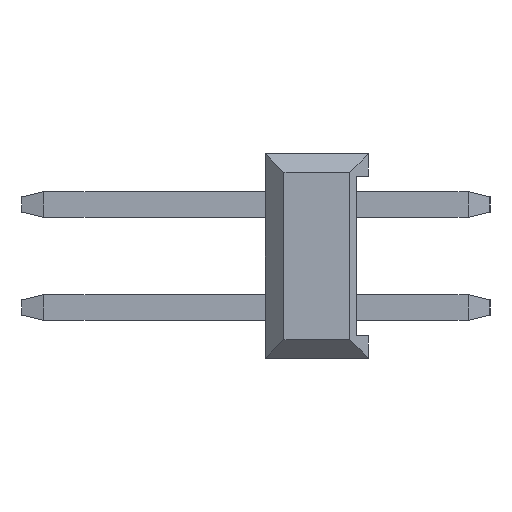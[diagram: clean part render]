
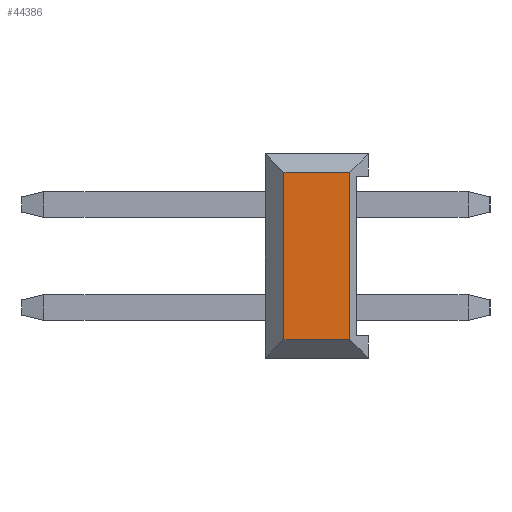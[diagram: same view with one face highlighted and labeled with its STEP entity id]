
A CAD part, left-side view. The second image highlights one B-rep face of the part: STEP entity #44386.
In plain terms, the highlighted planar face has unit normal (-1, 0, 0).
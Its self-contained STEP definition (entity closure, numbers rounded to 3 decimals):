
#35 = VECTOR ( 'NONE', #27299, 1000. ) ;
#37 = VECTOR ( 'NONE', #27305, 1000. ) ;
#39 = VECTOR ( 'NONE', #27308, 1000. ) ;
#40 = VECTOR ( 'NONE', #27311, 1000. ) ;
#1307 = FACE_OUTER_BOUND ( 'NONE', #46967, .T. ) ;
#1315 = AXIS2_PLACEMENT_3D ( 'NONE', #48382, #48383, #48384 ) ;
#1964 = VERTEX_POINT ( 'NONE', #51209 ) ;
#12901 = VERTEX_POINT ( 'NONE', #37642 ) ;
#13024 = VERTEX_POINT ( 'NONE', #37739 ) ;
#13625 = CARTESIAN_POINT ( 'NONE',  ( -1.27, 2.08, -3.33 ) ) ;
#27297 = LINE ( 'NONE', #27298, #35 ) ;
#27298 = CARTESIAN_POINT ( 'NONE',  ( -1.27, 2.54, -3.33 ) ) ;
#27299 = DIRECTION ( 'NONE',  ( 0., -1., 0. ) ) ;
#27303 = LINE ( 'NONE', #27304, #37 ) ;
#27304 = CARTESIAN_POINT ( 'NONE',  ( -1.27, 2.08, -3.81 ) ) ;
#27305 = DIRECTION ( 'NONE',  ( 0., 0., 1. ) ) ;
#27306 = LINE ( 'NONE', #27307, #39 ) ;
#27307 = CARTESIAN_POINT ( 'NONE',  ( -1.27, 2.54, 0.79 ) ) ;
#27308 = DIRECTION ( 'NONE',  ( 0., -1., 0. ) ) ;
#27309 = LINE ( 'NONE', #27310, #40 ) ;
#27310 = CARTESIAN_POINT ( 'NONE',  ( -1.27, 0.46, -3.81 ) ) ;
#27311 = DIRECTION ( 'NONE',  ( 0., 0., 1. ) ) ;
#34253 = ORIENTED_EDGE ( 'NONE', *, *, #34421, .F. ) ;
#34254 = ORIENTED_EDGE ( 'NONE', *, *, #34418, .T. ) ;
#34255 = ORIENTED_EDGE ( 'NONE', *, *, #34420, .F. ) ;
#34256 = ORIENTED_EDGE ( 'NONE', *, *, #34422, .T. ) ;
#34418 = EDGE_CURVE ( 'NONE', #47356, #12901, #27297, .T. ) ;
#34420 = EDGE_CURVE ( 'NONE', #47356, #13024, #27303, .T. ) ;
#34421 = EDGE_CURVE ( 'NONE', #13024, #1964, #27306, .T. ) ;
#34422 = EDGE_CURVE ( 'NONE', #12901, #1964, #27309, .T. ) ;
#37642 = CARTESIAN_POINT ( 'NONE',  ( -1.27, 0.46, -3.33 ) ) ;
#37739 = CARTESIAN_POINT ( 'NONE',  ( -1.27, 2.08, 0.79 ) ) ;
#44386 = ADVANCED_FACE ( 'NONE', ( #1307 ), #48381, .F. ) ;
#46967 = EDGE_LOOP ( 'NONE', ( #34253, #34255, #34254, #34256 ) ) ;
#47356 = VERTEX_POINT ( 'NONE', #13625 ) ;
#48381 = PLANE ( 'NONE',  #1315 ) ;
#48382 = CARTESIAN_POINT ( 'NONE',  ( -1.27, 2.54, 0.79 ) ) ;
#48383 = DIRECTION ( 'NONE',  ( 1., 0., 0. ) ) ;
#48384 = DIRECTION ( 'NONE',  ( 0., 0., -1. ) ) ;
#51209 = CARTESIAN_POINT ( 'NONE',  ( -1.27, 0.46, 0.79 ) ) ;
